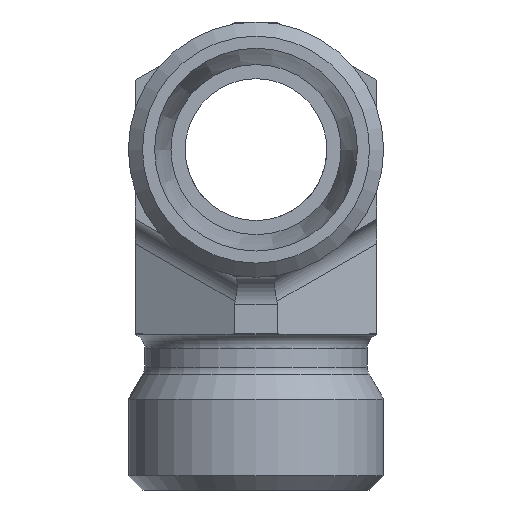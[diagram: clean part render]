
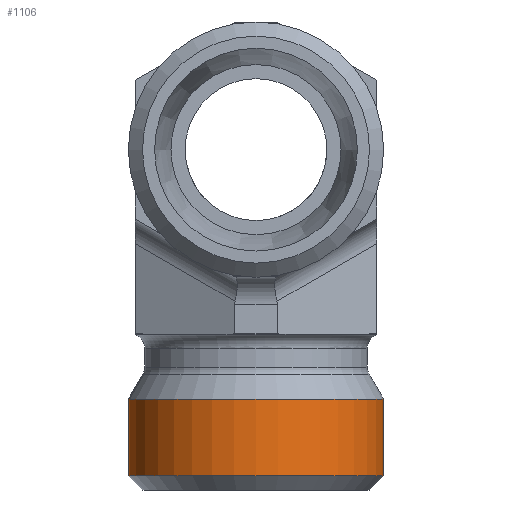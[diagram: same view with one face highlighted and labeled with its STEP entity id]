
A CAD part, front view. The second image highlights one B-rep face of the part: STEP entity #1106.
In plain terms, the highlighted cylindrical face has radius 9 mm (diameter 18 mm), a full revolution.
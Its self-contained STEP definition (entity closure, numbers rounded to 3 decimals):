
#1064=CARTESIAN_POINT('',(-28.185,9.544,-7.));
#1065=VERTEX_POINT('',#1064);
#1066=CARTESIAN_POINT('',(-19.185,9.544,-7.));
#1067=DIRECTION('',(0.0,0.0,-1.0));
#1068=DIRECTION('',(1.0,0.0,0.0));
#1069=AXIS2_PLACEMENT_3D('',#1066,#1067,#1068);
#1070=CIRCLE('',#1069,9.0);
#1071=EDGE_CURVE('',#1065,#1065,#1070,.T.);
#1087=CARTESIAN_POINT('',(-19.185,9.544,-8.));
#1088=DIRECTION('',(0.0,0.0,1.0));
#1089=DIRECTION('',(1.0,0.0,0.0));
#1090=AXIS2_PLACEMENT_3D('',#1087,#1088,#1089);
#1091=CYLINDRICAL_SURFACE('',#1090,9.0);
#1092=CARTESIAN_POINT('',(-28.185,9.544,-1.592));
#1093=VERTEX_POINT('',#1092);
#1094=CARTESIAN_POINT('',(-19.185,9.544,-1.592));
#1095=DIRECTION('',(0.0,0.0,-1.0));
#1096=DIRECTION('',(1.0,0.0,0.0));
#1097=AXIS2_PLACEMENT_3D('',#1094,#1095,#1096);
#1098=CIRCLE('',#1097,9.0);
#1099=EDGE_CURVE('',#1093,#1093,#1098,.T.);
#1100=ORIENTED_EDGE('',*,*,#1099,.T.);
#1101=EDGE_LOOP('',(#1100));
#1102=FACE_OUTER_BOUND('',#1101,.T.);
#1103=ORIENTED_EDGE('',*,*,#1071,.F.);
#1104=EDGE_LOOP('',(#1103));
#1105=FACE_BOUND('',#1104,.T.);
#1106=ADVANCED_FACE('',(#1102,#1105),#1091,.T.);
